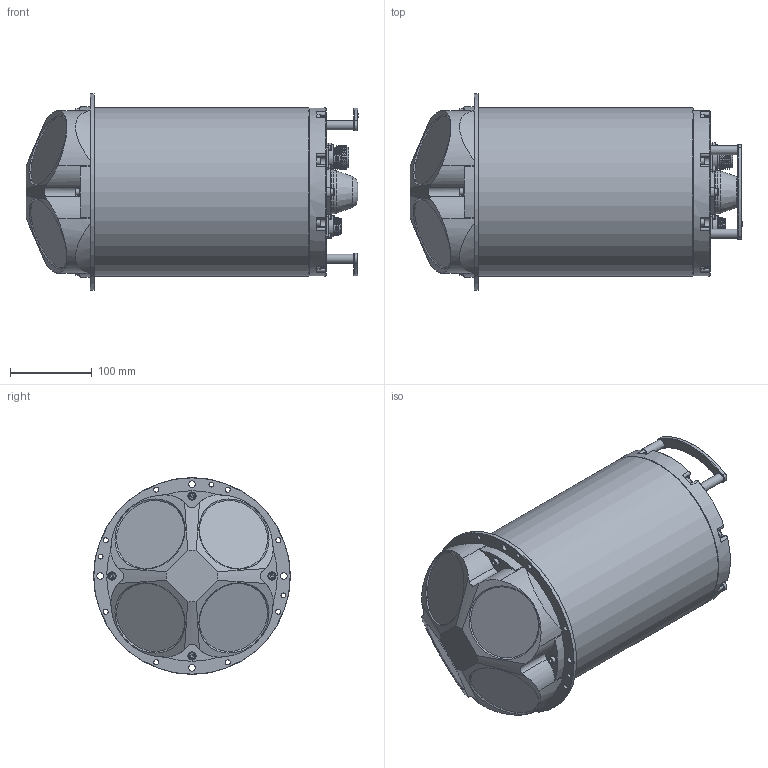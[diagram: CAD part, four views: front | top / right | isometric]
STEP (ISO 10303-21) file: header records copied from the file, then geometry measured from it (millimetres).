
FILE_DESCRIPTION(/* description */ (''),/* implementation_level */ '2;1');
FILE_NAME(/* name */ '8084-000-658X-D.stp',/* time_stamp */ '2020-02-26T14:12:13+00:00',/* author */ ('db'),/* organization */ (''),/* preprocessor_version */ 'ST-DEVELOPER v18',/* originating_system */ 'Autodesk Inventor 2020',/* authorisation */ '');
FILE_SCHEMA (('AUTOMOTIVE_DESIGN { 1 0 10303 214 3 1 1 }'));
Length unit declared in the file: millimetre
Products named in the file (1): 8084-000-658X-D1_Substitute_1
Bounding box: 405 x 240 x 240 mm (x, y, z)
Volume: 11537831.7 mm3; surface area: 366097.3 mm2
Topology: 5 solids, 5 shells, 1368 faces, 3687 edges, 2499 vertices
Faces by surface type: plane 729, cylinder 318, cone 131, bspline 108, torus 82
Full cylindrical faces by diameter (mm): 0.8 x8, 0.9 x21, 1.02 x6, 1.58 x2, 3.242 x1, 4.134 x4, 5 x8, 5.1 x8, 5.2 x4, 5.5 x12, 5.95 x3, 6.1 x8, 7 x4, 8.1 x4, 8.5 x16, 8.566 x1, 9.398 x3, 9.43 x4, 10 x4, 11 x4, 12.65 x1, 12.7 x4, 12.776 x9, 14.376 x3, 14.52 x1, 15.342 x6, 16.18 x1, 18.847 x9, 19.02 x1, 19.126 x4
Entity records: 46227 total; most frequent: CARTESIAN_POINT 12253, ORIENTED_EDGE 7300, DIRECTION 6909, EDGE_CURVE 3650, AXIS2_PLACEMENT_3D 2598, VERTEX_POINT 2499, LINE 1713, VECTOR 1713
